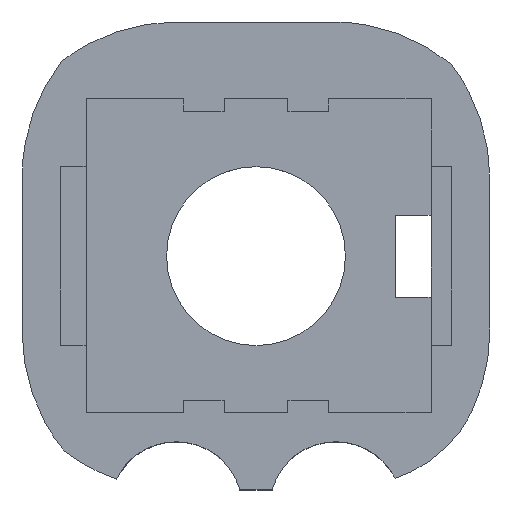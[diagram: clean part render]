
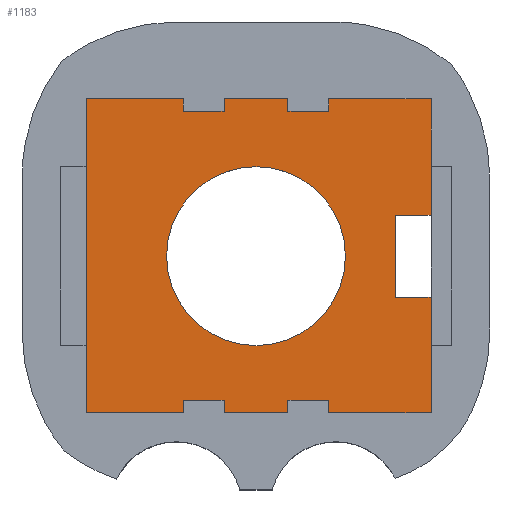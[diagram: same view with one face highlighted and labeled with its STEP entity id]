
A CAD part, top view. The second image highlights one B-rep face of the part: STEP entity #1183.
In plain terms, the highlighted planar face has unit normal (0, 0, 1).
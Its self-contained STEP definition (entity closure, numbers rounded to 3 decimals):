
#32=CARTESIAN_POINT('',(-53.1,-6.2,-4.7));
#33=VERTEX_POINT('',#32);
#34=CARTESIAN_POINT('',(-66.6,-6.2,-4.7));
#35=VERTEX_POINT('',#34);
#36=CARTESIAN_POINT('',(-53.1,-6.2,-4.7));
#37=DIRECTION('',(-1.,0.,0.));
#38=VECTOR('',#37,13.5);
#39=LINE('',#36,#38);
#40=EDGE_CURVE('',#33,#35,#39,.T.);
#1101=CARTESIAN_POINT('',(-50.8,-0.05,-4.7));
#1102=DIRECTION('',(0.,0.,1.));
#1103=DIRECTION('',(1.,0.,0.));
#1104=AXIS2_PLACEMENT_3D('',#1101,#1102,#1103);
#1105=PLANE('',#1104);
#1106=CARTESIAN_POINT('',(-66.6,6.1,-4.7));
#1107=VERTEX_POINT('',#1106);
#1108=CARTESIAN_POINT('',(-66.6,-6.2,-4.7));
#1109=DIRECTION('',(0.,1.,0.));
#1110=VECTOR('',#1109,12.3);
#1111=LINE('',#1108,#1110);
#1112=EDGE_CURVE('',#35,#1107,#1111,.T.);
#1113=ORIENTED_EDGE('',*,*,#1112,.F.);
#1114=ORIENTED_EDGE('',*,*,#40,.F.);
#1115=CARTESIAN_POINT('',(-53.1,-1.65,-4.7));
#1116=VERTEX_POINT('',#1115);
#1117=CARTESIAN_POINT('',(-53.1,-1.65,-4.7));
#1118=DIRECTION('',(0.,-1.,0.));
#1119=VECTOR('',#1118,4.55);
#1120=LINE('',#1117,#1119);
#1121=EDGE_CURVE('',#1116,#33,#1120,.T.);
#1122=ORIENTED_EDGE('',*,*,#1121,.F.);
#1123=CARTESIAN_POINT('',(-54.5,-1.65,-4.7));
#1124=VERTEX_POINT('',#1123);
#1125=CARTESIAN_POINT('',(-53.1,-1.65,-4.7));
#1126=DIRECTION('',(-1.,0.,0.));
#1127=VECTOR('',#1126,1.4);
#1128=LINE('',#1125,#1127);
#1129=EDGE_CURVE('',#1116,#1124,#1128,.T.);
#1130=ORIENTED_EDGE('',*,*,#1129,.T.);
#1131=CARTESIAN_POINT('',(-54.5,1.55,-4.7));
#1132=VERTEX_POINT('',#1131);
#1133=CARTESIAN_POINT('',(-54.5,1.55,-4.7));
#1134=DIRECTION('',(0.,-1.,0.));
#1135=VECTOR('',#1134,3.2);
#1136=LINE('',#1133,#1135);
#1137=EDGE_CURVE('',#1132,#1124,#1136,.T.);
#1138=ORIENTED_EDGE('',*,*,#1137,.F.);
#1139=CARTESIAN_POINT('',(-53.1,1.55,-4.7));
#1140=VERTEX_POINT('',#1139);
#1141=CARTESIAN_POINT('',(-53.1,1.55,-4.7));
#1142=DIRECTION('',(-1.,0.,0.));
#1143=VECTOR('',#1142,1.4);
#1144=LINE('',#1141,#1143);
#1145=EDGE_CURVE('',#1140,#1132,#1144,.T.);
#1146=ORIENTED_EDGE('',*,*,#1145,.F.);
#1147=CARTESIAN_POINT('',(-53.1,6.1,-4.7));
#1148=VERTEX_POINT('',#1147);
#1149=CARTESIAN_POINT('',(-53.1,6.1,-4.7));
#1150=DIRECTION('',(0.,-1.,0.));
#1151=VECTOR('',#1150,4.55);
#1152=LINE('',#1149,#1151);
#1153=EDGE_CURVE('',#1148,#1140,#1152,.T.);
#1154=ORIENTED_EDGE('',*,*,#1153,.F.);
#1155=CARTESIAN_POINT('',(-66.6,6.1,-4.7));
#1156=DIRECTION('',(1.,0.,-0.));
#1157=VECTOR('',#1156,13.5);
#1158=LINE('',#1155,#1157);
#1159=EDGE_CURVE('',#1107,#1148,#1158,.T.);
#1160=ORIENTED_EDGE('',*,*,#1159,.F.);
#1161=EDGE_LOOP('',(#1113,#1114,#1122,#1130,#1138,#1146,#1154,#1160));
#1162=FACE_BOUND('',#1161,.T.);
#1163=CARTESIAN_POINT('',(-59.95,-3.55,-4.7));
#1164=VERTEX_POINT('',#1163);
#1165=CARTESIAN_POINT('',(-56.45,-0.05,-4.7));
#1166=VERTEX_POINT('',#1165);
#1167=CARTESIAN_POINT('',(-59.95,-0.05,-4.7));
#1168=DIRECTION('',(0.,0.,1.));
#1169=DIRECTION('',(1.,0.,-0.));
#1170=AXIS2_PLACEMENT_3D('',#1167,#1168,#1169);
#1171=CIRCLE('',#1170,3.5);
#1172=EDGE_CURVE('',#1164,#1166,#1171,.T.);
#1173=ORIENTED_EDGE('',*,*,#1172,.F.);
#1174=CARTESIAN_POINT('',(-59.95,-0.05,-4.7));
#1175=DIRECTION('',(0.,0.,1.));
#1176=DIRECTION('',(1.,0.,-0.));
#1177=AXIS2_PLACEMENT_3D('',#1174,#1175,#1176);
#1178=CIRCLE('',#1177,3.5);
#1179=EDGE_CURVE('',#1166,#1164,#1178,.T.);
#1180=ORIENTED_EDGE('',*,*,#1179,.F.);
#1181=EDGE_LOOP('',(#1173,#1180));
#1182=FACE_BOUND('',#1181,.T.);
#1183=ADVANCED_FACE('',(#1162,#1182),#1105,.T.);
